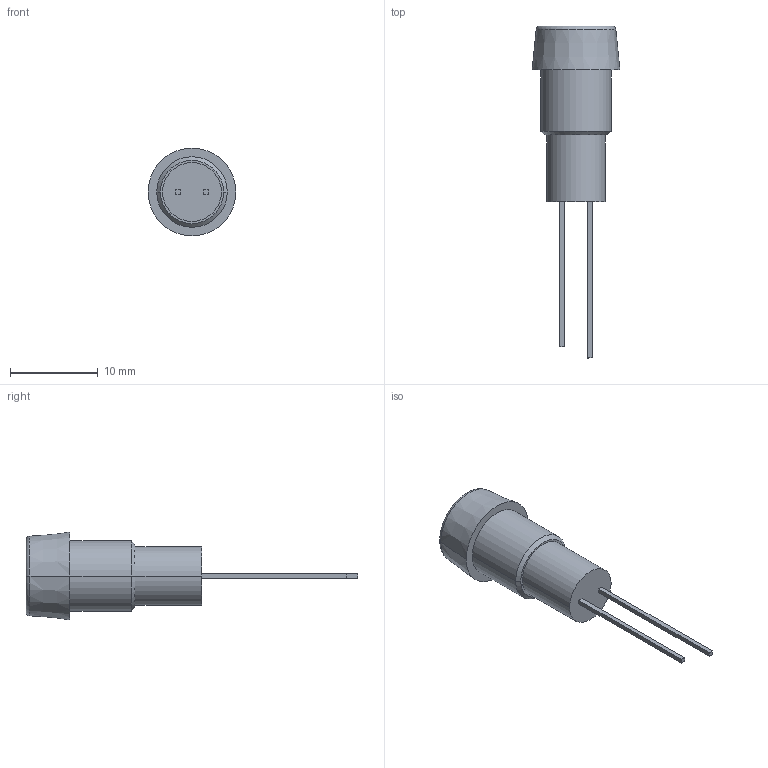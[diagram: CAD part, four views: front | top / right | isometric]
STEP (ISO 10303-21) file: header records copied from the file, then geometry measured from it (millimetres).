
FILE_DESCRIPTION (( 'STEP AP214' ), '1' );
FILE_NAME ('L65DXXXL.STEP', '2016-05-31T21:23:28', ( 'user' ), ( 'Microsoft' ), 'SwSTEP 2.0', 'SolidWorks 2014', '' );
FILE_SCHEMA (( 'AUTOMOTIVE_DESIGN' ));
Length unit declared in the file: inch
Products named in the file (1): L65DXXXL
Bounding box: 9.98 x 37.74 x 9.98 mm (x, y, z)
Volume: 907.7 mm3; surface area: 758.6 mm2
Topology: 1 solids, 1 shells, 28 faces, 60 edges, 39 vertices
Faces by surface type: plane 14, cone 6, cylinder 4, sphere 2, torus 2
Entity records: 832 total; most frequent: DIRECTION 144, CARTESIAN_POINT 128, ORIENTED_EDGE 120, EDGE_CURVE 60, AXIS2_PLACEMENT_3D 55, VERTEX_POINT 39, LINE 34, VECTOR 34
